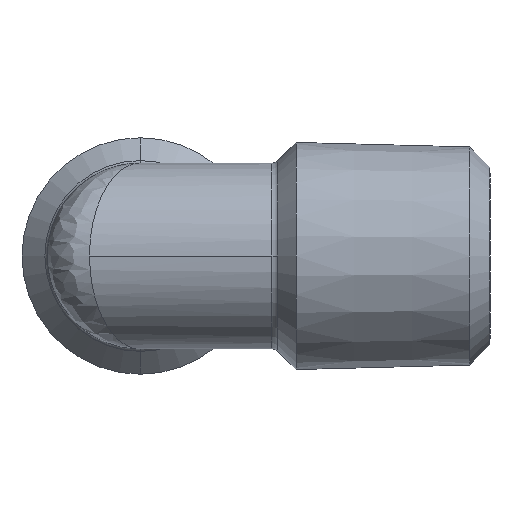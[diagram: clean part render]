
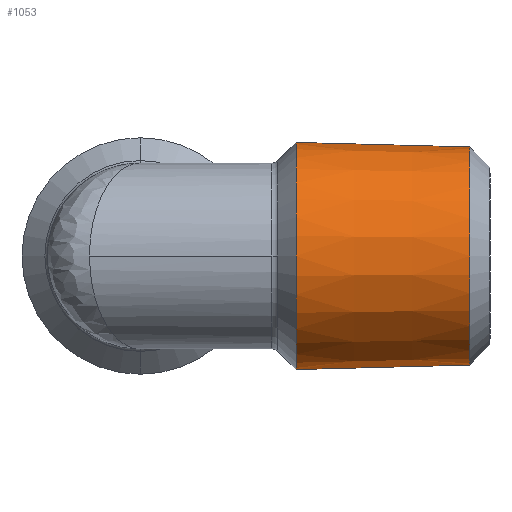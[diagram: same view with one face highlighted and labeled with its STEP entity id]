
A CAD part, left-side view. The second image highlights one B-rep face of the part: STEP entity #1053.
In plain terms, the highlighted conical face has half-angle 1.47 degrees and reference radius 6.732 mm.
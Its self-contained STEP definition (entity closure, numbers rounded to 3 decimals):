
#128 = LINE ( 'NONE', #153, #152 ) ;
#151 = DIRECTION ( 'NONE',  ( 0., 1., 0.026 ) ) ;
#152 = VECTOR ( 'NONE', #151, 1000. ) ;
#153 = CARTESIAN_POINT ( 'NONE',  ( 0., -8.7, 6.732 ) ) ;
#180 = CARTESIAN_POINT ( 'NONE',  ( 0., -19.5, 6.455 ) ) ;
#181 = DIRECTION ( 'NONE',  ( 0., 1., -0.026 ) ) ;
#182 = VECTOR ( 'NONE', #181, 1000. ) ;
#183 = CARTESIAN_POINT ( 'NONE',  ( 0., -8.7, -6.732 ) ) ;
#184 = LINE ( 'NONE', #183, #182 ) ;
#185 = CARTESIAN_POINT ( 'NONE',  ( 0., -9.219, -6.719 ) ) ;
#188 = CARTESIAN_POINT ( 'NONE',  ( 0., -9.219, 6.719 ) ) ;
#255 = CARTESIAN_POINT ( 'NONE',  ( 0., -19.5, -6.455 ) ) ;
#590 = DIRECTION ( 'NONE',  ( 0., 0., 1. ) ) ;
#592 = DIRECTION ( 'NONE',  ( 0., -1., 0. ) ) ;
#593 = CARTESIAN_POINT ( 'NONE',  ( 0., -9.219, 0. ) ) ;
#594 = AXIS2_PLACEMENT_3D ( 'NONE', #593, #592, #590 ) ;
#595 = CIRCLE ( 'NONE', #594, 6.719 ) ;
#1053 = ADVANCED_FACE ( 'NONE', ( #1234 ), #1216, .T. ) ;
#1058 = EDGE_CURVE ( 'NONE', #1945, #1952, #1478, .T. ) ;
#1066 = ORIENTED_EDGE ( 'NONE', *, *, #1944, .F. ) ;
#1074 = EDGE_LOOP ( 'NONE', ( #1066, #1082, #1192, #1154 ) ) ;
#1082 = ORIENTED_EDGE ( 'NONE', *, *, #1058, .F. ) ;
#1154 = ORIENTED_EDGE ( 'NONE', *, *, #2190, .T. ) ;
#1175 = DIRECTION ( 'NONE',  ( 0., 0., 1. ) ) ;
#1192 = ORIENTED_EDGE ( 'NONE', *, *, #1910, .T. ) ;
#1198 = DIRECTION ( 'NONE',  ( 0., 1., 0. ) ) ;
#1199 = CARTESIAN_POINT ( 'NONE',  ( 0., -8.7, 0. ) ) ;
#1215 = AXIS2_PLACEMENT_3D ( 'NONE', #1199, #1198, #1175 ) ;
#1216 = CONICAL_SURFACE ( 'NONE', #1215, 6.732, 0.026 ) ;
#1234 = FACE_OUTER_BOUND ( 'NONE', #1074, .T. ) ;
#1477 = AXIS2_PLACEMENT_3D ( 'NONE', #1479, #1485, #1483 ) ;
#1478 = CIRCLE ( 'NONE', #1477, 6.455 ) ;
#1479 = CARTESIAN_POINT ( 'NONE',  ( 0., -19.5, 0. ) ) ;
#1483 = DIRECTION ( 'NONE',  ( 0., 0., -1. ) ) ;
#1485 = DIRECTION ( 'NONE',  ( 0., -1., 0. ) ) ;
#1910 = EDGE_CURVE ( 'NONE', #1945, #1922, #128, .T. ) ;
#1922 = VERTEX_POINT ( 'NONE', #188 ) ;
#1943 = VERTEX_POINT ( 'NONE', #185 ) ;
#1944 = EDGE_CURVE ( 'NONE', #1952, #1943, #184, .T. ) ;
#1945 = VERTEX_POINT ( 'NONE', #180 ) ;
#1952 = VERTEX_POINT ( 'NONE', #255 ) ;
#2190 = EDGE_CURVE ( 'NONE', #1922, #1943, #595, .T. ) ;
